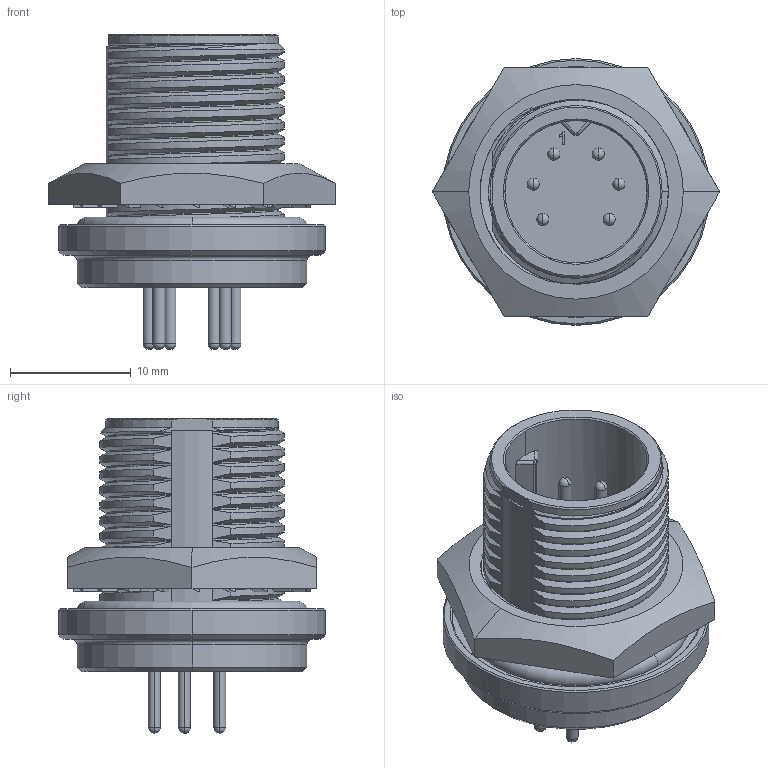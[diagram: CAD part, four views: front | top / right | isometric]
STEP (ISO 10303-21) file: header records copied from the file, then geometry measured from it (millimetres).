
FILE_DESCRIPTION (( 'STEP AP203' ), '1' );
FILE_NAME ('SF7281-6PG-3ES.STEP', '2014-03-21T19:32:04', ( '' ), ( '' ), 'SwSTEP 2.0', 'SolidWorks 2014', '' );
FILE_SCHEMA (( 'CONFIG_CONTROL_DESIGN' ));
Length unit declared in the file: inch
Products named in the file (1): SF7281-6PG-3ES
Bounding box: 23.82 x 22.1 x 26.11 mm (x, y, z)
Volume: 3928 mm3; surface area: 3562.9 mm2
Topology: 2 solids, 2 shells, 346 faces, 848 edges, 531 vertices
Faces by surface type: plane 174, cylinder 76, bspline 41, cone 25, torus 16, sphere 14
Entity records: 25106 total; most frequent: CARTESIAN_POINT 17432, ORIENTED_EDGE 1668, DIRECTION 1443, EDGE_CURVE 834, VERTEX_POINT 531, AXIS2_PLACEMENT_3D 486, VECTOR 471, LINE 471
